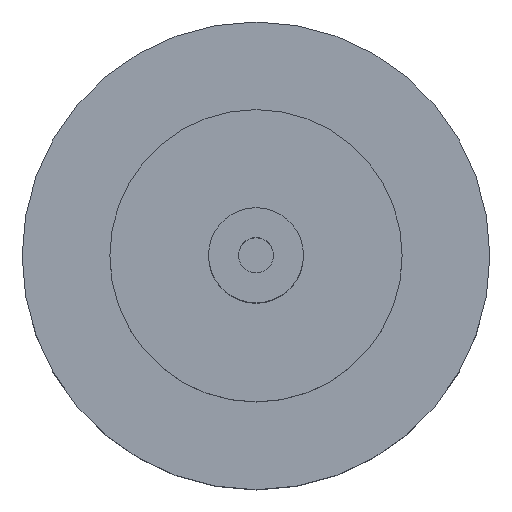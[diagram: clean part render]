
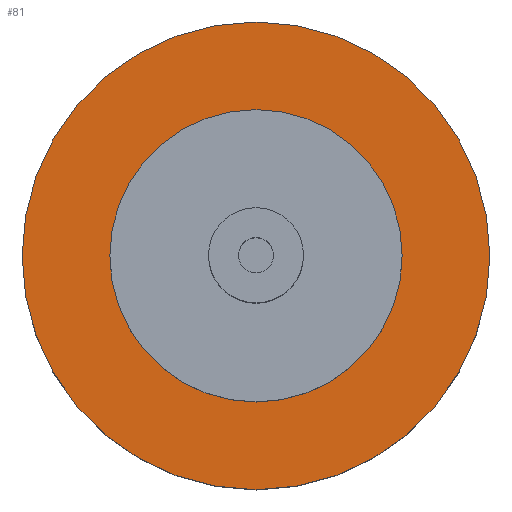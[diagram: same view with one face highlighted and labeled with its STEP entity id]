
A CAD part, top view. The second image highlights one B-rep face of the part: STEP entity #81.
In plain terms, the highlighted planar face has unit normal (0, 0, 1).
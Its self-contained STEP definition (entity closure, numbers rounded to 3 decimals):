
#81 = ADVANCED_FACE( '', ( #102, #103 ), #104, .F. );
#102 = FACE_OUTER_BOUND( '', #131, .T. );
#103 = FACE_BOUND( '', #132, .T. );
#104 = PLANE( '', #133 );
#131 = EDGE_LOOP( '', ( #187, #188 ) );
#132 = EDGE_LOOP( '', ( #189, #190 ) );
#133 = AXIS2_PLACEMENT_3D( '', #191, #192, #193 );
#187 = ORIENTED_EDGE( '', *, *, #245, .F. );
#188 = ORIENTED_EDGE( '', *, *, #242, .F. );
#189 = ORIENTED_EDGE( '', *, *, #251, .T. );
#190 = ORIENTED_EDGE( '', *, *, #250, .T. );
#191 = CARTESIAN_POINT( '', ( 0., 0., -62. ) );
#192 = DIRECTION( '', ( 0., 0., -1. ) );
#193 = DIRECTION( '', ( 0., -1., 0. ) );
#242 = EDGE_CURVE( '', #271, #274, #275, .T. );
#245 = EDGE_CURVE( '', #274, #271, #279, .T. );
#250 = EDGE_CURVE( '', #282, #286, #288, .T. );
#251 = EDGE_CURVE( '', #286, #282, #289, .T. );
#271 = VERTEX_POINT( '', #313 );
#274 = VERTEX_POINT( '', #317 );
#275 = CIRCLE( '', #318, 40. );
#279 = CIRCLE( '', #323, 40. );
#282 = VERTEX_POINT( '', #326 );
#286 = VERTEX_POINT( '', #331 );
#288 = CIRCLE( '', #334, 25. );
#289 = CIRCLE( '', #335, 25. );
#313 = CARTESIAN_POINT( '', ( -40., 0., -62. ) );
#317 = CARTESIAN_POINT( '', ( 40., 0., -62. ) );
#318 = AXIS2_PLACEMENT_3D( '', #364, #365, #366 );
#323 = AXIS2_PLACEMENT_3D( '', #371, #372, #373 );
#326 = CARTESIAN_POINT( '', ( -25., 0., -62. ) );
#331 = CARTESIAN_POINT( '', ( 25., 0., -62. ) );
#334 = AXIS2_PLACEMENT_3D( '', #382, #383, #384 );
#335 = AXIS2_PLACEMENT_3D( '', #385, #386, #387 );
#364 = CARTESIAN_POINT( '', ( 0., 0., -62. ) );
#365 = DIRECTION( '', ( 0., 0., -1. ) );
#366 = DIRECTION( '', ( 1., 0., 0. ) );
#371 = CARTESIAN_POINT( '', ( 0., 0., -62. ) );
#372 = DIRECTION( '', ( 0., 0., -1. ) );
#373 = DIRECTION( '', ( 1., 0., 0. ) );
#382 = CARTESIAN_POINT( '', ( 0., 0., -62. ) );
#383 = DIRECTION( '', ( 0., 0., -1. ) );
#384 = DIRECTION( '', ( 1., 0., 0. ) );
#385 = CARTESIAN_POINT( '', ( 0., 0., -62. ) );
#386 = DIRECTION( '', ( 0., 0., -1. ) );
#387 = DIRECTION( '', ( 1., 0., 0. ) );
